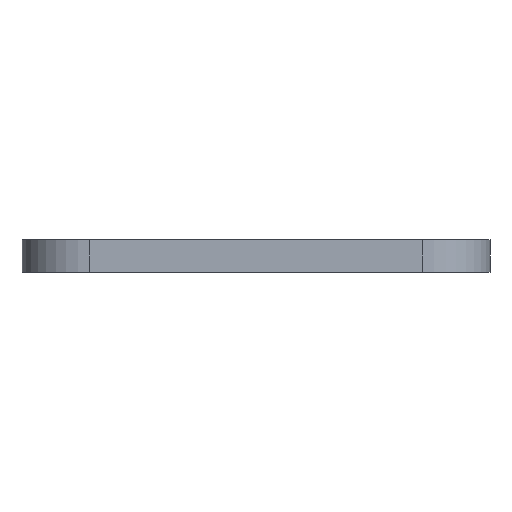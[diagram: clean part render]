
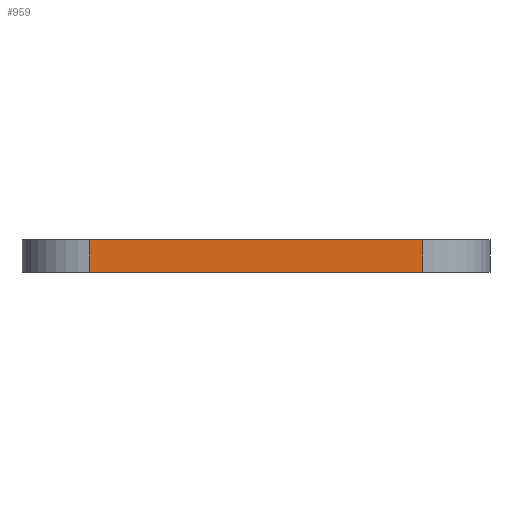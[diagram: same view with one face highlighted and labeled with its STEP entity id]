
A CAD part, front view. The second image highlights one B-rep face of the part: STEP entity #959.
In plain terms, the highlighted planar face has unit normal (0, -1, 0).
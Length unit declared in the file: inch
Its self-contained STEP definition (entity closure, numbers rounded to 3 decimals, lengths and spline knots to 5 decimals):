
#31 = ORIENTED_EDGE ( 'NONE', *, *, #451, .T. ) ;
#100 = CARTESIAN_POINT ( 'NONE',  ( 5.18911, -11.21808, 0. ) ) ;
#202 = CARTESIAN_POINT ( 'NONE',  ( 5.18911, -11.21808, -1. ) ) ;
#205 = AXIS2_PLACEMENT_3D ( 'NONE', #957, #961, #501 ) ;
#234 = EDGE_CURVE ( 'NONE', #714, #1002, #488, .T. ) ;
#279 = CARTESIAN_POINT ( 'NONE',  ( -5.18911, -11.21808, -1. ) ) ;
#325 = ORIENTED_EDGE ( 'NONE', *, *, #497, .T. ) ;
#338 = PLANE ( 'NONE',  #205 ) ;
#351 = LINE ( 'NONE', #893, #968 ) ;
#372 = CARTESIAN_POINT ( 'NONE',  ( -5.18911, -11.21808, -1. ) ) ;
#400 = VECTOR ( 'NONE', #831, 39.37008 ) ;
#435 = DIRECTION ( 'NONE',  ( 1., 0., 0. ) ) ;
#445 = VERTEX_POINT ( 'NONE', #202 ) ;
#451 = EDGE_CURVE ( 'NONE', #714, #445, #885, .T. ) ;
#455 = LINE ( 'NONE', #541, #840 ) ;
#470 = VECTOR ( 'NONE', #910, 39.37008 ) ;
#488 = LINE ( 'NONE', #372, #470 ) ;
#497 = EDGE_CURVE ( 'NONE', #445, #548, #455, .T. ) ;
#501 = DIRECTION ( 'NONE',  ( 0., 0., -1. ) ) ;
#541 = CARTESIAN_POINT ( 'NONE',  ( 5.18911, -11.21808, -1. ) ) ;
#548 = VERTEX_POINT ( 'NONE', #100 ) ;
#571 = EDGE_CURVE ( 'NONE', #1002, #548, #351, .T. ) ;
#651 = CARTESIAN_POINT ( 'NONE',  ( -5.18911, -11.21808, -1. ) ) ;
#678 = CARTESIAN_POINT ( 'NONE',  ( -5.18911, -11.21808, 0. ) ) ;
#714 = VERTEX_POINT ( 'NONE', #651 ) ;
#716 = DIRECTION ( 'NONE',  ( 0., 0., 1. ) ) ;
#805 = EDGE_LOOP ( 'NONE', ( #865, #971, #31, #325 ) ) ;
#821 = FACE_OUTER_BOUND ( 'NONE', #805, .T. ) ;
#831 = DIRECTION ( 'NONE',  ( 1., 0., 0. ) ) ;
#840 = VECTOR ( 'NONE', #716, 39.37008 ) ;
#865 = ORIENTED_EDGE ( 'NONE', *, *, #571, .F. ) ;
#885 = LINE ( 'NONE', #279, #400 ) ;
#893 = CARTESIAN_POINT ( 'NONE',  ( -5.18911, -11.21808, 0. ) ) ;
#910 = DIRECTION ( 'NONE',  ( 0., 0., 1. ) ) ;
#957 = CARTESIAN_POINT ( 'NONE',  ( -5.18911, -11.21808, -1. ) ) ;
#959 = ADVANCED_FACE ( 'NONE', ( #821 ), #338, .T. ) ;
#961 = DIRECTION ( 'NONE',  ( 0., -1., 0. ) ) ;
#968 = VECTOR ( 'NONE', #435, 39.37008 ) ;
#971 = ORIENTED_EDGE ( 'NONE', *, *, #234, .F. ) ;
#1002 = VERTEX_POINT ( 'NONE', #678 ) ;
